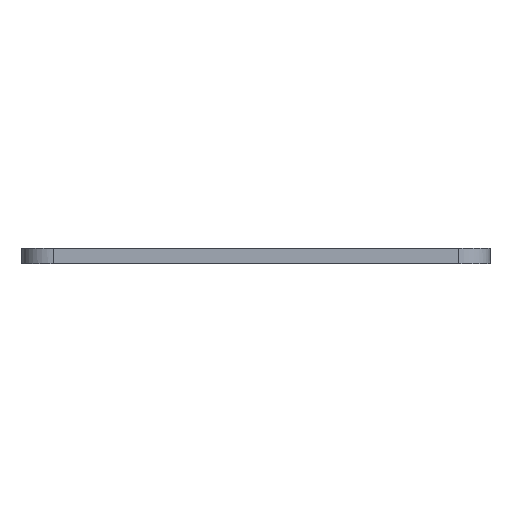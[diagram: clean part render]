
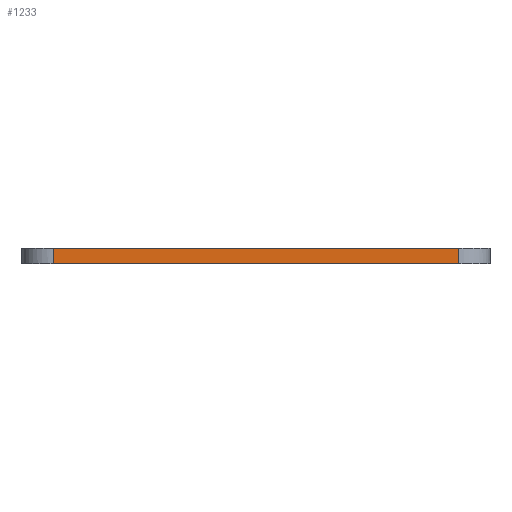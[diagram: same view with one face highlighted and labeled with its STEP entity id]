
A CAD part, left-side view. The second image highlights one B-rep face of the part: STEP entity #1233.
In plain terms, the highlighted planar face has unit normal (-1, 0, 0).
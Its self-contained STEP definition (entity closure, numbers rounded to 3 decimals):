
#129=CARTESIAN_POINT('Vertex',(-160.,65.,5.)) ;
#132=CARTESIAN_POINT('Line Origine',(-160.,0.,5.)) ;
#136=CARTESIAN_POINT('Vertex',(-160.,-65.,5.)) ;
#779=CARTESIAN_POINT('Vertex',(-160.,-65.,0.)) ;
#782=CARTESIAN_POINT('Line Origine',(-160.,0.,0.)) ;
#786=CARTESIAN_POINT('Vertex',(-160.,65.,0.)) ;
#1205=CARTESIAN_POINT('Line Origine',(-160.,-65.,2.5)) ;
#1217=CARTESIAN_POINT('Axis2P3D Location',(-160.,65.,0.)) ;
#1222=CARTESIAN_POINT('Line Origine',(-160.,65.,2.5)) ;
#133=DIRECTION('Vector Direction',(0.,1.,0.)) ;
#783=DIRECTION('Vector Direction',(0.,-1.,0.)) ;
#1206=DIRECTION('Vector Direction',(0.,0.,1.)) ;
#1218=DIRECTION('Axis2P3D Direction',(-1.,0.,0.)) ;
#1219=DIRECTION('Axis2P3D XDirection',(0.,-1.,0.)) ;
#1223=DIRECTION('Vector Direction',(0.,0.,-1.)) ;
#1220=AXIS2_PLACEMENT_3D('Plane Axis2P3D',#1217,#1218,#1219) ;
#1228=ORIENTED_EDGE('',*,*,#788,.T.) ;
#1229=ORIENTED_EDGE('',*,*,#1209,.T.) ;
#1230=ORIENTED_EDGE('',*,*,#138,.F.) ;
#1231=ORIENTED_EDGE('',*,*,#1226,.F.) ;
#134=VECTOR('Line Direction',#133,1.) ;
#784=VECTOR('Line Direction',#783,1.) ;
#1207=VECTOR('Line Direction',#1206,1.) ;
#1224=VECTOR('Line Direction',#1223,1.) ;
#1233=ADVANCED_FACE('PartBody',(#1232),#1221,.T.) ;
#138=EDGE_CURVE('',#130,#137,#135,.F.) ;
#788=EDGE_CURVE('',#787,#780,#785,.T.) ;
#1209=EDGE_CURVE('',#780,#137,#1208,.T.) ;
#1226=EDGE_CURVE('',#787,#130,#1225,.F.) ;
#1227=EDGE_LOOP('',(#1228,#1229,#1230,#1231)) ;
#1232=FACE_OUTER_BOUND('',#1227,.T.) ;
#135=LINE('Line',#132,#134) ;
#785=LINE('Line',#782,#784) ;
#1208=LINE('Line',#1205,#1207) ;
#1225=LINE('Line',#1222,#1224) ;
#1221=PLANE('',#1220) ;
#130=VERTEX_POINT('',#129) ;
#137=VERTEX_POINT('',#136) ;
#780=VERTEX_POINT('',#779) ;
#787=VERTEX_POINT('',#786) ;
